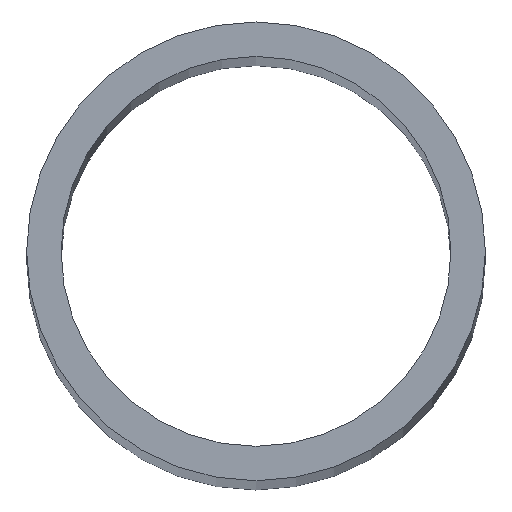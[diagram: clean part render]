
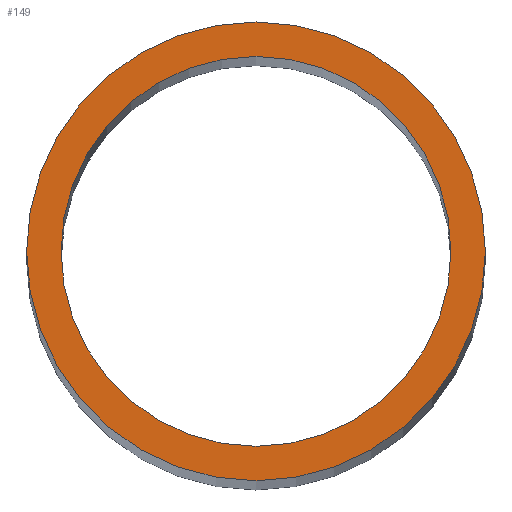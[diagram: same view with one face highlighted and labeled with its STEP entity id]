
A CAD part, top view. The second image highlights one B-rep face of the part: STEP entity #149.
In plain terms, the highlighted planar face has unit normal (0, 0, 1).
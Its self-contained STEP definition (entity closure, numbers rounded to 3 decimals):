
#7 = VERTEX_POINT ( 'NONE', #222 ) ;
#18 = CARTESIAN_POINT ( 'NONE',  ( 0., 0., 185. ) ) ;
#37 = CIRCLE ( 'NONE', #186, 6.8 ) ;
#46 = CARTESIAN_POINT ( 'NONE',  ( 0., 0., 185. ) ) ;
#48 = ORIENTED_EDGE ( 'NONE', *, *, #195, .T. ) ;
#50 = CARTESIAN_POINT ( 'NONE',  ( 6.8, 0., 185. ) ) ;
#53 = CIRCLE ( 'NONE', #126, 8. ) ;
#55 = AXIS2_PLACEMENT_3D ( 'NONE', #86, #184, #224 ) ;
#60 = CARTESIAN_POINT ( 'NONE',  ( 0., 0., 185. ) ) ;
#63 = DIRECTION ( 'NONE',  ( 0., 0., -1. ) ) ;
#64 = DIRECTION ( 'NONE',  ( 1., 0., 0. ) ) ;
#65 = ORIENTED_EDGE ( 'NONE', *, *, #71, .T. ) ;
#71 = EDGE_CURVE ( 'NONE', #167, #101, #37, .T. ) ;
#77 = EDGE_CURVE ( 'NONE', #101, #167, #162, .T. ) ;
#79 = VERTEX_POINT ( 'NONE', #241 ) ;
#80 = DIRECTION ( 'NONE',  ( 1., 0., 0. ) ) ;
#81 = CARTESIAN_POINT ( 'NONE',  ( -6.8, 0., 185. ) ) ;
#86 = CARTESIAN_POINT ( 'NONE',  ( 0., 0., 185. ) ) ;
#96 = PLANE ( 'NONE',  #128 ) ;
#98 = DIRECTION ( 'NONE',  ( 0., 0., 1. ) ) ;
#101 = VERTEX_POINT ( 'NONE', #50 ) ;
#109 = EDGE_CURVE ( 'NONE', #79, #7, #53, .T. ) ;
#117 = FACE_BOUND ( 'NONE', #136, .T. ) ;
#121 = DIRECTION ( 'NONE',  ( 1., 0., 0. ) ) ;
#126 = AXIS2_PLACEMENT_3D ( 'NONE', #46, #98, #121 ) ;
#128 = AXIS2_PLACEMENT_3D ( 'NONE', #18, #221, #214 ) ;
#135 = EDGE_LOOP ( 'NONE', ( #48, #182 ) ) ;
#136 = EDGE_LOOP ( 'NONE', ( #240, #65 ) ) ;
#149 = ADVANCED_FACE ( 'NONE', ( #117, #216 ), #96, .T. ) ;
#155 = CIRCLE ( 'NONE', #247, 8. ) ;
#162 = CIRCLE ( 'NONE', #55, 6.8 ) ;
#165 = CARTESIAN_POINT ( 'NONE',  ( 0., 0., 185. ) ) ;
#167 = VERTEX_POINT ( 'NONE', #81 ) ;
#182 = ORIENTED_EDGE ( 'NONE', *, *, #109, .T. ) ;
#184 = DIRECTION ( 'NONE',  ( 0., 0., -1. ) ) ;
#186 = AXIS2_PLACEMENT_3D ( 'NONE', #165, #63, #80 ) ;
#195 = EDGE_CURVE ( 'NONE', #7, #79, #155, .T. ) ;
#196 = DIRECTION ( 'NONE',  ( 0., 0., 1. ) ) ;
#214 = DIRECTION ( 'NONE',  ( 1., 0., 0. ) ) ;
#216 = FACE_OUTER_BOUND ( 'NONE', #135, .T. ) ;
#221 = DIRECTION ( 'NONE',  ( 0., 0., 1. ) ) ;
#222 = CARTESIAN_POINT ( 'NONE',  ( 8., 0., 185. ) ) ;
#224 = DIRECTION ( 'NONE',  ( 1., 0., 0. ) ) ;
#240 = ORIENTED_EDGE ( 'NONE', *, *, #77, .T. ) ;
#241 = CARTESIAN_POINT ( 'NONE',  ( -8., 0., 185. ) ) ;
#247 = AXIS2_PLACEMENT_3D ( 'NONE', #60, #196, #64 ) ;
